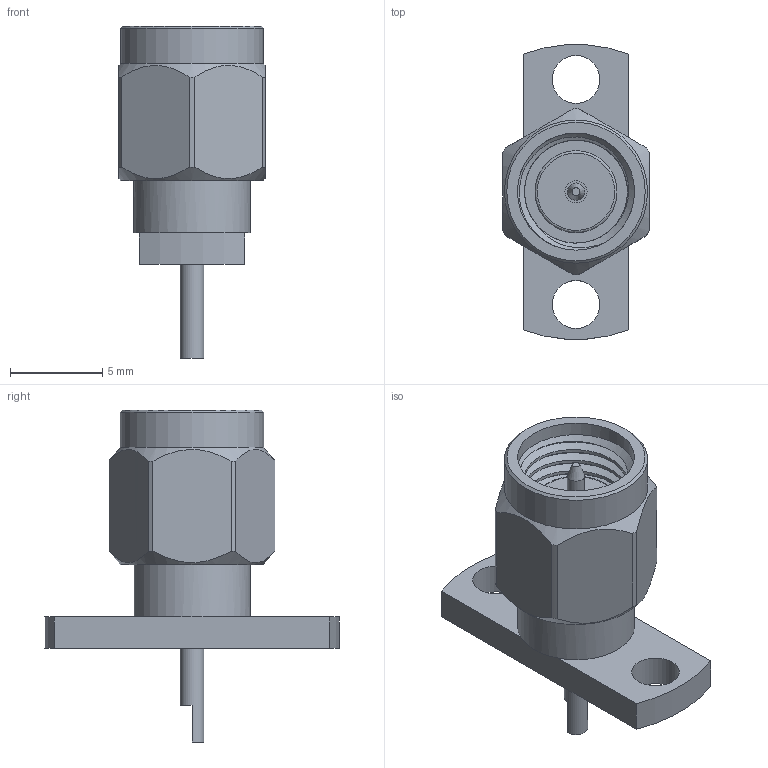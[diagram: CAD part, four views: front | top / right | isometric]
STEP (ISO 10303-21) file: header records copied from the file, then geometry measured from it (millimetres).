
FILE_DESCRIPTION (( 'STEP AP203' ), '1' );
FILE_NAME ('FMC01059_3D.step', '2022-06-28T21:07:47', ( '' ), ( '' ), 'SwSTEP 2.0', 'SolidWorks 2021', '' );
FILE_SCHEMA (( 'CONFIG_CONTROL_DESIGN' ));
Length unit declared in the file: inch
Products named in the file (1): FMC01059_3D
Bounding box: 7.94 x 15.96 x 18 mm (x, y, z)
Volume: 553.6 mm3; surface area: 831.3 mm2
Topology: 1 solids, 1 shells, 62 faces, 160 edges, 108 vertices
Faces by surface type: plane 26, cylinder 26, cone 6, bspline 4
Full cylindrical faces by diameter (mm): 0.94 x1, 1.016 x1, 1.194 x1, 1.27 x1, 2.591 x2, 3.27 x1, 4.445 x1, 6.35 x7, 6.604 x1, 7.762 x1
Entity records: 3012 total; most frequent: CARTESIAN_POINT 1662, ORIENTED_EDGE 264, DIRECTION 238, EDGE_CURVE 132, VERTEX_POINT 104, AXIS2_PLACEMENT_3D 103, EDGE_LOOP 86, FACE_OUTER_BOUND 69
